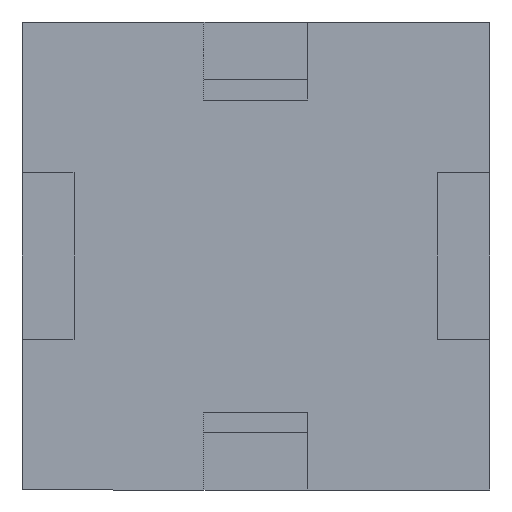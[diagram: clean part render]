
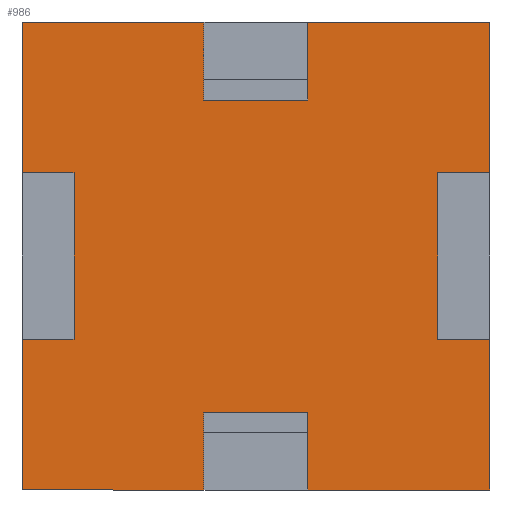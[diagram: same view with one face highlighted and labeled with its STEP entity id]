
A CAD part, front view. The second image highlights one B-rep face of the part: STEP entity #986.
In plain terms, the highlighted planar face has unit normal (0, -1, 0).
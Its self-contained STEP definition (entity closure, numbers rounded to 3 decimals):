
#1 = LINE ( 'NONE', #1188, #94 ) ;
#5 = LINE ( 'NONE', #732, #1435 ) ;
#9 = ORIENTED_EDGE ( 'NONE', *, *, #189, .F. ) ;
#11 = DIRECTION ( 'NONE',  ( 1., 0., 0. ) ) ;
#35 = CARTESIAN_POINT ( 'NONE',  ( 1., 0., 3. ) ) ;
#40 = CARTESIAN_POINT ( 'NONE',  ( -1., 0., 3. ) ) ;
#69 = CARTESIAN_POINT ( 'NONE',  ( 4.5, 0., -1.6 ) ) ;
#94 = VECTOR ( 'NONE', #1294, 1000. ) ;
#100 = ORIENTED_EDGE ( 'NONE', *, *, #1050, .F. ) ;
#105 = LINE ( 'NONE', #913, #1473 ) ;
#110 = VECTOR ( 'NONE', #1412, 1000. ) ;
#116 = ORIENTED_EDGE ( 'NONE', *, *, #1321, .F. ) ;
#118 = CARTESIAN_POINT ( 'NONE',  ( 3.5, 0., 1.6 ) ) ;
#119 = ORIENTED_EDGE ( 'NONE', *, *, #982, .T. ) ;
#120 = EDGE_CURVE ( 'NONE', #876, #218, #1341, .T. ) ;
#131 = VECTOR ( 'NONE', #1199, 1000. ) ;
#159 = CARTESIAN_POINT ( 'NONE',  ( 3.5, 0., -1.6 ) ) ;
#171 = DIRECTION ( 'NONE',  ( 1., 0., 0. ) ) ;
#174 = DIRECTION ( 'NONE',  ( 1., 0., 0. ) ) ;
#175 = LINE ( 'NONE', #520, #954 ) ;
#176 = ORIENTED_EDGE ( 'NONE', *, *, #1212, .F. ) ;
#189 = EDGE_CURVE ( 'NONE', #804, #584, #824, .T. ) ;
#199 = VERTEX_POINT ( 'NONE', #1192 ) ;
#218 = VERTEX_POINT ( 'NONE', #1315 ) ;
#221 = CARTESIAN_POINT ( 'NONE',  ( 4.5, 0., -4.5 ) ) ;
#225 = EDGE_CURVE ( 'NONE', #897, #532, #404, .T. ) ;
#228 = VERTEX_POINT ( 'NONE', #738 ) ;
#231 = VERTEX_POINT ( 'NONE', #1215 ) ;
#260 = CARTESIAN_POINT ( 'NONE',  ( 4.5, 0., 4.5 ) ) ;
#261 = ORIENTED_EDGE ( 'NONE', *, *, #225, .F. ) ;
#266 = EDGE_CURVE ( 'NONE', #1123, #897, #786, .T. ) ;
#273 = VECTOR ( 'NONE', #171, 1000. ) ;
#278 = EDGE_CURVE ( 'NONE', #199, #1027, #927, .T. ) ;
#280 = CARTESIAN_POINT ( 'NONE',  ( 4.5, 0., 4.5 ) ) ;
#292 = EDGE_CURVE ( 'NONE', #679, #804, #326, .T. ) ;
#295 = DIRECTION ( 'NONE',  ( 0., 0., 1. ) ) ;
#298 = VERTEX_POINT ( 'NONE', #40 ) ;
#301 = CARTESIAN_POINT ( 'NONE',  ( 3.5, 0., -1.6 ) ) ;
#309 = EDGE_CURVE ( 'NONE', #497, #231, #1059, .T. ) ;
#311 = CARTESIAN_POINT ( 'NONE',  ( -4.5, 0., 4.5 ) ) ;
#314 = LINE ( 'NONE', #534, #1182 ) ;
#317 = ORIENTED_EDGE ( 'NONE', *, *, #1036, .F. ) ;
#325 = LINE ( 'NONE', #1507, #609 ) ;
#326 = LINE ( 'NONE', #1345, #488 ) ;
#345 = LINE ( 'NONE', #311, #796 ) ;
#367 = CARTESIAN_POINT ( 'NONE',  ( 1., 0., 4.5 ) ) ;
#368 = ORIENTED_EDGE ( 'NONE', *, *, #730, .F. ) ;
#373 = CARTESIAN_POINT ( 'NONE',  ( 4.5, 0., -4.5 ) ) ;
#404 = LINE ( 'NONE', #260, #1462 ) ;
#420 = ORIENTED_EDGE ( 'NONE', *, *, #266, .F. ) ;
#421 = VERTEX_POINT ( 'NONE', #659 ) ;
#422 = CARTESIAN_POINT ( 'NONE',  ( 1., 0., -4.5 ) ) ;
#425 = CARTESIAN_POINT ( 'NONE',  ( -4.5, 0., 1.6 ) ) ;
#426 = ORIENTED_EDGE ( 'NONE', *, *, #120, .T. ) ;
#438 = DIRECTION ( 'NONE',  ( -1., 0., 0. ) ) ;
#448 = ORIENTED_EDGE ( 'NONE', *, *, #893, .F. ) ;
#476 = CARTESIAN_POINT ( 'NONE',  ( 1., 0., 4.5 ) ) ;
#480 = VECTOR ( 'NONE', #1333, 1000. ) ;
#487 = DIRECTION ( 'NONE',  ( 0., 0., -1. ) ) ;
#488 = VECTOR ( 'NONE', #790, 1000. ) ;
#497 = VERTEX_POINT ( 'NONE', #704 ) ;
#508 = EDGE_CURVE ( 'NONE', #228, #1208, #1, .T. ) ;
#512 = LINE ( 'NONE', #476, #131 ) ;
#514 = LINE ( 'NONE', #35, #1222 ) ;
#520 = CARTESIAN_POINT ( 'NONE',  ( -3.5, 0., 1.6 ) ) ;
#532 = VERTEX_POINT ( 'NONE', #1241 ) ;
#534 = CARTESIAN_POINT ( 'NONE',  ( 3.5, 0., -1.6 ) ) ;
#584 = VERTEX_POINT ( 'NONE', #1145 ) ;
#609 = VECTOR ( 'NONE', #818, 1000. ) ;
#622 = CARTESIAN_POINT ( 'NONE',  ( 4.5, 0., 4.5 ) ) ;
#659 = CARTESIAN_POINT ( 'NONE',  ( 1., 0., -3. ) ) ;
#660 = CARTESIAN_POINT ( 'NONE',  ( -1., 0., -4.5 ) ) ;
#668 = CARTESIAN_POINT ( 'NONE',  ( -3.5, 0., -1.6 ) ) ;
#675 = CARTESIAN_POINT ( 'NONE',  ( -1., 0., -4.5 ) ) ;
#679 = VERTEX_POINT ( 'NONE', #367 ) ;
#704 = CARTESIAN_POINT ( 'NONE',  ( -4.5, 0., 4.5 ) ) ;
#724 = EDGE_LOOP ( 'NONE', ( #426, #119, #1289, #116, #261, #420, #448, #1516, #9, #1501, #368, #317, #895, #1497, #176, #100, #1115, #973, #1432, #1483 ) ) ;
#725 = EDGE_CURVE ( 'NONE', #876, #199, #816, .T. ) ;
#730 = EDGE_CURVE ( 'NONE', #860, #679, #512, .T. ) ;
#732 = CARTESIAN_POINT ( 'NONE',  ( 1., 0., -3. ) ) ;
#738 = CARTESIAN_POINT ( 'NONE',  ( -3.5, 0., -1.6 ) ) ;
#756 = LINE ( 'NONE', #668, #837 ) ;
#767 = CARTESIAN_POINT ( 'NONE',  ( -4.5, 0., -1.6 ) ) ;
#786 = LINE ( 'NONE', #159, #1337 ) ;
#790 = DIRECTION ( 'NONE',  ( 1., 0., 0. ) ) ;
#796 = VECTOR ( 'NONE', #295, 1000. ) ;
#797 = DIRECTION ( 'NONE',  ( 0., 0., -1. ) ) ;
#804 = VERTEX_POINT ( 'NONE', #622 ) ;
#814 = EDGE_CURVE ( 'NONE', #1027, #228, #756, .T. ) ;
#816 = LINE ( 'NONE', #373, #110 ) ;
#818 = DIRECTION ( 'NONE',  ( 0., 0., -1. ) ) ;
#824 = LINE ( 'NONE', #1179, #1238 ) ;
#830 = DIRECTION ( 'NONE',  ( 0., 0., -1. ) ) ;
#832 = VECTOR ( 'NONE', #438, 1000. ) ;
#837 = VECTOR ( 'NONE', #1468, 1000. ) ;
#843 = CARTESIAN_POINT ( 'NONE',  ( 0., 0., 0. ) ) ;
#852 = VECTOR ( 'NONE', #830, 1000. ) ;
#860 = VERTEX_POINT ( 'NONE', #902 ) ;
#864 = AXIS2_PLACEMENT_3D ( 'NONE', #843, #948, #1065 ) ;
#876 = VERTEX_POINT ( 'NONE', #660 ) ;
#893 = EDGE_CURVE ( 'NONE', #1481, #1123, #314, .T. ) ;
#895 = ORIENTED_EDGE ( 'NONE', *, *, #1264, .F. ) ;
#897 = VERTEX_POINT ( 'NONE', #69 ) ;
#898 = EDGE_CURVE ( 'NONE', #421, #1186, #1150, .T. ) ;
#902 = CARTESIAN_POINT ( 'NONE',  ( 1., 0., 3. ) ) ;
#913 = CARTESIAN_POINT ( 'NONE',  ( 3.5, 0., 1.6 ) ) ;
#927 = LINE ( 'NONE', #1469, #480 ) ;
#948 = DIRECTION ( 'NONE',  ( 0., 1., 0. ) ) ;
#954 = VECTOR ( 'NONE', #1128, 1000. ) ;
#956 = DIRECTION ( 'NONE',  ( 0., 0., -1. ) ) ;
#969 = DIRECTION ( 'NONE',  ( 1., 0., 0. ) ) ;
#973 = ORIENTED_EDGE ( 'NONE', *, *, #814, .F. ) ;
#982 = EDGE_CURVE ( 'NONE', #218, #421, #5, .T. ) ;
#986 = ADVANCED_FACE ( 'NONE', ( #1155 ), #1521, .F. ) ;
#1013 = DIRECTION ( 'NONE',  ( -1., 0., 0. ) ) ;
#1018 = DIRECTION ( 'NONE',  ( 0., 0., 1. ) ) ;
#1027 = VERTEX_POINT ( 'NONE', #767 ) ;
#1036 = EDGE_CURVE ( 'NONE', #298, #860, #514, .T. ) ;
#1050 = EDGE_CURVE ( 'NONE', #1208, #1239, #175, .T. ) ;
#1059 = LINE ( 'NONE', #280, #273 ) ;
#1065 = DIRECTION ( 'NONE',  ( 0., 0., 1. ) ) ;
#1115 = ORIENTED_EDGE ( 'NONE', *, *, #508, .F. ) ;
#1123 = VERTEX_POINT ( 'NONE', #301 ) ;
#1128 = DIRECTION ( 'NONE',  ( -1., 0., 0. ) ) ;
#1145 = CARTESIAN_POINT ( 'NONE',  ( 4.5, 0., 1.6 ) ) ;
#1150 = LINE ( 'NONE', #1261, #852 ) ;
#1155 = FACE_OUTER_BOUND ( 'NONE', #724, .T. ) ;
#1179 = CARTESIAN_POINT ( 'NONE',  ( 4.5, 0., 4.5 ) ) ;
#1182 = VECTOR ( 'NONE', #797, 1000. ) ;
#1186 = VERTEX_POINT ( 'NONE', #422 ) ;
#1188 = CARTESIAN_POINT ( 'NONE',  ( -3.5, 0., -1.6 ) ) ;
#1191 = EDGE_CURVE ( 'NONE', #584, #1481, #105, .T. ) ;
#1192 = CARTESIAN_POINT ( 'NONE',  ( -4.5, 0., -4.5 ) ) ;
#1199 = DIRECTION ( 'NONE',  ( 0., 0., 1. ) ) ;
#1208 = VERTEX_POINT ( 'NONE', #1498 ) ;
#1212 = EDGE_CURVE ( 'NONE', #1239, #497, #345, .T. ) ;
#1215 = CARTESIAN_POINT ( 'NONE',  ( -1., 0., 4.5 ) ) ;
#1222 = VECTOR ( 'NONE', #174, 1000. ) ;
#1238 = VECTOR ( 'NONE', #956, 1000. ) ;
#1239 = VERTEX_POINT ( 'NONE', #425 ) ;
#1241 = CARTESIAN_POINT ( 'NONE',  ( 4.5, 0., -4.5 ) ) ;
#1261 = CARTESIAN_POINT ( 'NONE',  ( 1., 0., -4.5 ) ) ;
#1264 = EDGE_CURVE ( 'NONE', #231, #298, #325, .T. ) ;
#1289 = ORIENTED_EDGE ( 'NONE', *, *, #898, .T. ) ;
#1294 = DIRECTION ( 'NONE',  ( 0., 0., 1. ) ) ;
#1302 = VECTOR ( 'NONE', #1018, 1000. ) ;
#1315 = CARTESIAN_POINT ( 'NONE',  ( -1., 0., -3. ) ) ;
#1321 = EDGE_CURVE ( 'NONE', #532, #1186, #1428, .T. ) ;
#1333 = DIRECTION ( 'NONE',  ( 0., 0., 1. ) ) ;
#1337 = VECTOR ( 'NONE', #969, 1000. ) ;
#1341 = LINE ( 'NONE', #675, #1302 ) ;
#1345 = CARTESIAN_POINT ( 'NONE',  ( 4.5, 0., 4.5 ) ) ;
#1412 = DIRECTION ( 'NONE',  ( -1., 0., 0. ) ) ;
#1428 = LINE ( 'NONE', #221, #832 ) ;
#1432 = ORIENTED_EDGE ( 'NONE', *, *, #278, .F. ) ;
#1435 = VECTOR ( 'NONE', #11, 1000. ) ;
#1462 = VECTOR ( 'NONE', #487, 1000. ) ;
#1468 = DIRECTION ( 'NONE',  ( 1., 0., 0. ) ) ;
#1469 = CARTESIAN_POINT ( 'NONE',  ( -4.5, 0., 4.5 ) ) ;
#1473 = VECTOR ( 'NONE', #1013, 1000. ) ;
#1481 = VERTEX_POINT ( 'NONE', #118 ) ;
#1483 = ORIENTED_EDGE ( 'NONE', *, *, #725, .F. ) ;
#1497 = ORIENTED_EDGE ( 'NONE', *, *, #309, .F. ) ;
#1498 = CARTESIAN_POINT ( 'NONE',  ( -3.5, 0., 1.6 ) ) ;
#1501 = ORIENTED_EDGE ( 'NONE', *, *, #292, .F. ) ;
#1507 = CARTESIAN_POINT ( 'NONE',  ( -1., 0., 4.5 ) ) ;
#1516 = ORIENTED_EDGE ( 'NONE', *, *, #1191, .F. ) ;
#1521 = PLANE ( 'NONE',  #864 ) ;
